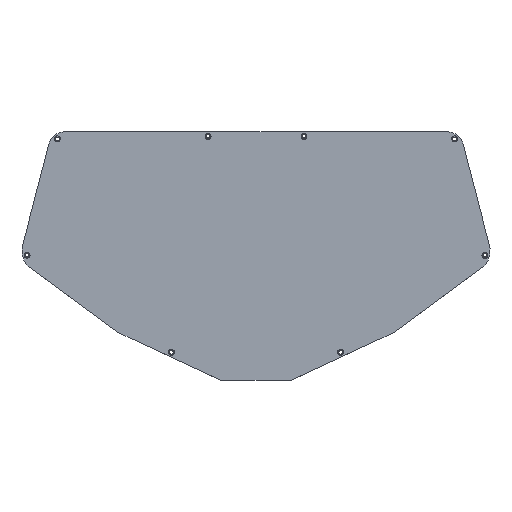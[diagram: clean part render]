
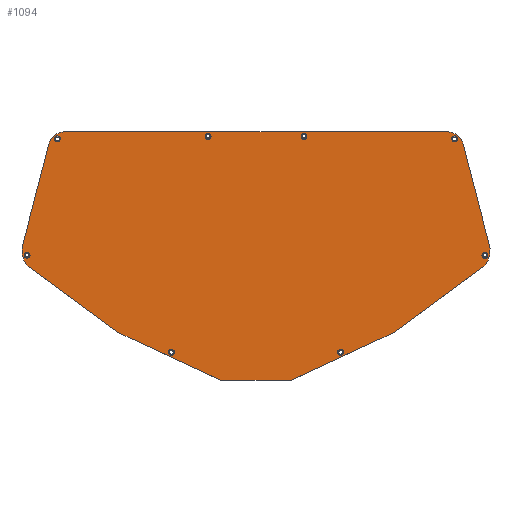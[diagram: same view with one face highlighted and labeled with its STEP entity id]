
A CAD part, top view. The second image highlights one B-rep face of the part: STEP entity #1094.
In plain terms, the highlighted planar face has unit normal (0, 0, 1).
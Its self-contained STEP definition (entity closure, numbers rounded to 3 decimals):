
#44=FACE_BOUND('',#224,.T.);
#45=FACE_BOUND('',#225,.T.);
#46=FACE_BOUND('',#226,.T.);
#47=FACE_BOUND('',#227,.T.);
#48=FACE_BOUND('',#228,.T.);
#49=FACE_BOUND('',#229,.T.);
#50=FACE_BOUND('',#230,.T.);
#51=FACE_BOUND('',#231,.T.);
#72=PLANE('',#1236);
#131=FACE_OUTER_BOUND('',#223,.T.);
#223=EDGE_LOOP('',(#908,#909,#910,#911,#912,#913,#914,#915,#916,#917,#918,
#919));
#224=EDGE_LOOP('',(#920));
#225=EDGE_LOOP('',(#921));
#226=EDGE_LOOP('',(#922));
#227=EDGE_LOOP('',(#923));
#228=EDGE_LOOP('',(#924));
#229=EDGE_LOOP('',(#925));
#230=EDGE_LOOP('',(#926));
#231=EDGE_LOOP('',(#927));
#283=LINE('',#1725,#365);
#309=LINE('',#1867,#391);
#310=LINE('',#1871,#392);
#311=LINE('',#1873,#393);
#312=LINE('',#1875,#394);
#313=LINE('',#1877,#395);
#314=LINE('',#1879,#396);
#315=LINE('',#1883,#397);
#365=VECTOR('',#1367,10.);
#391=VECTOR('',#1535,10.);
#392=VECTOR('',#1538,10.);
#393=VECTOR('',#1539,10.);
#394=VECTOR('',#1540,10.);
#395=VECTOR('',#1541,10.);
#396=VECTOR('',#1542,10.);
#397=VECTOR('',#1545,10.);
#462=CIRCLE('',#1205,1.65);
#464=CIRCLE('',#1209,1.65);
#466=CIRCLE('',#1213,1.65);
#468=CIRCLE('',#1217,1.65);
#470=CIRCLE('',#1221,1.65);
#472=CIRCLE('',#1225,1.65);
#474=CIRCLE('',#1229,1.65);
#476=CIRCLE('',#1233,1.65);
#478=CIRCLE('',#1237,9.07);
#479=CIRCLE('',#1238,12.769);
#480=CIRCLE('',#1239,12.769);
#481=CIRCLE('',#1240,9.07);
#525=VERTEX_POINT('',#1722);
#526=VERTEX_POINT('',#1724);
#554=VERTEX_POINT('',#1808);
#556=VERTEX_POINT('',#1815);
#558=VERTEX_POINT('',#1822);
#560=VERTEX_POINT('',#1829);
#562=VERTEX_POINT('',#1836);
#564=VERTEX_POINT('',#1843);
#566=VERTEX_POINT('',#1850);
#568=VERTEX_POINT('',#1857);
#570=VERTEX_POINT('',#1864);
#571=VERTEX_POINT('',#1866);
#572=VERTEX_POINT('',#1868);
#573=VERTEX_POINT('',#1870);
#574=VERTEX_POINT('',#1872);
#575=VERTEX_POINT('',#1874);
#576=VERTEX_POINT('',#1876);
#577=VERTEX_POINT('',#1878);
#578=VERTEX_POINT('',#1880);
#579=VERTEX_POINT('',#1882);
#633=EDGE_CURVE('',#525,#526,#283,.T.);
#671=EDGE_CURVE('',#554,#554,#462,.T.);
#674=EDGE_CURVE('',#556,#556,#464,.T.);
#677=EDGE_CURVE('',#558,#558,#466,.T.);
#680=EDGE_CURVE('',#560,#560,#468,.T.);
#683=EDGE_CURVE('',#562,#562,#470,.T.);
#686=EDGE_CURVE('',#564,#564,#472,.T.);
#689=EDGE_CURVE('',#566,#566,#474,.T.);
#692=EDGE_CURVE('',#568,#568,#476,.T.);
#695=EDGE_CURVE('',#570,#525,#478,.T.);
#696=EDGE_CURVE('',#571,#570,#309,.T.);
#697=EDGE_CURVE('',#572,#571,#479,.T.);
#698=EDGE_CURVE('',#573,#572,#310,.T.);
#699=EDGE_CURVE('',#574,#573,#311,.T.);
#700=EDGE_CURVE('',#575,#574,#312,.T.);
#701=EDGE_CURVE('',#576,#575,#313,.T.);
#702=EDGE_CURVE('',#577,#576,#314,.T.);
#703=EDGE_CURVE('',#578,#577,#480,.T.);
#704=EDGE_CURVE('',#579,#578,#315,.T.);
#705=EDGE_CURVE('',#526,#579,#481,.T.);
#908=ORIENTED_EDGE('',*,*,#633,.F.);
#909=ORIENTED_EDGE('',*,*,#695,.F.);
#910=ORIENTED_EDGE('',*,*,#696,.F.);
#911=ORIENTED_EDGE('',*,*,#697,.F.);
#912=ORIENTED_EDGE('',*,*,#698,.F.);
#913=ORIENTED_EDGE('',*,*,#699,.F.);
#914=ORIENTED_EDGE('',*,*,#700,.F.);
#915=ORIENTED_EDGE('',*,*,#701,.F.);
#916=ORIENTED_EDGE('',*,*,#702,.F.);
#917=ORIENTED_EDGE('',*,*,#703,.F.);
#918=ORIENTED_EDGE('',*,*,#704,.F.);
#919=ORIENTED_EDGE('',*,*,#705,.F.);
#920=ORIENTED_EDGE('',*,*,#671,.T.);
#921=ORIENTED_EDGE('',*,*,#674,.T.);
#922=ORIENTED_EDGE('',*,*,#677,.T.);
#923=ORIENTED_EDGE('',*,*,#680,.T.);
#924=ORIENTED_EDGE('',*,*,#683,.T.);
#925=ORIENTED_EDGE('',*,*,#686,.T.);
#926=ORIENTED_EDGE('',*,*,#689,.T.);
#927=ORIENTED_EDGE('',*,*,#692,.T.);
#1094=ADVANCED_FACE('',(#131,#44,#45,#46,#47,#48,#49,#50,#51),#72,.T.);
#1205=AXIS2_PLACEMENT_3D('',#1809,#1461,#1462);
#1209=AXIS2_PLACEMENT_3D('',#1816,#1470,#1471);
#1213=AXIS2_PLACEMENT_3D('',#1823,#1479,#1480);
#1217=AXIS2_PLACEMENT_3D('',#1830,#1488,#1489);
#1221=AXIS2_PLACEMENT_3D('',#1837,#1497,#1498);
#1225=AXIS2_PLACEMENT_3D('',#1844,#1506,#1507);
#1229=AXIS2_PLACEMENT_3D('',#1851,#1515,#1516);
#1233=AXIS2_PLACEMENT_3D('',#1858,#1524,#1525);
#1236=AXIS2_PLACEMENT_3D('',#1863,#1531,#1532);
#1237=AXIS2_PLACEMENT_3D('',#1865,#1533,#1534);
#1238=AXIS2_PLACEMENT_3D('',#1869,#1536,#1537);
#1239=AXIS2_PLACEMENT_3D('',#1881,#1543,#1544);
#1240=AXIS2_PLACEMENT_3D('',#1884,#1546,#1547);
#1367=DIRECTION('',(1.,0.,0.));
#1461=DIRECTION('center_axis',(0.,0.,-1.));
#1462=DIRECTION('ref_axis',(1.,0.,0.));
#1470=DIRECTION('center_axis',(0.,0.,-1.));
#1471=DIRECTION('ref_axis',(1.,0.,0.));
#1479=DIRECTION('center_axis',(0.,0.,-1.));
#1480=DIRECTION('ref_axis',(1.,0.,0.));
#1488=DIRECTION('center_axis',(0.,0.,-1.));
#1489=DIRECTION('ref_axis',(1.,0.,0.));
#1497=DIRECTION('center_axis',(0.,0.,-1.));
#1498=DIRECTION('ref_axis',(1.,0.,0.));
#1506=DIRECTION('center_axis',(0.,0.,-1.));
#1507=DIRECTION('ref_axis',(1.,0.,0.));
#1515=DIRECTION('center_axis',(0.,0.,-1.));
#1516=DIRECTION('ref_axis',(1.,0.,0.));
#1524=DIRECTION('center_axis',(0.,0.,-1.));
#1525=DIRECTION('ref_axis',(1.,0.,0.));
#1531=DIRECTION('center_axis',(0.,0.,1.));
#1532=DIRECTION('ref_axis',(1.,0.,0.));
#1533=DIRECTION('center_axis',(0.,0.,-1.));
#1534=DIRECTION('ref_axis',(1.,0.,0.));
#1535=DIRECTION('',(0.252,0.968,0.));
#1536=DIRECTION('center_axis',(0.,0.,-1.));
#1537=DIRECTION('ref_axis',(1.,0.,0.));
#1538=DIRECTION('',(-0.807,0.591,0.));
#1539=DIRECTION('',(-0.907,0.422,0.));
#1540=DIRECTION('',(-1.,0.,0.));
#1541=DIRECTION('',(-0.907,-0.422,0.));
#1542=DIRECTION('',(-0.807,-0.59,0.));
#1543=DIRECTION('center_axis',(0.,0.,-1.));
#1544=DIRECTION('ref_axis',(1.,0.,0.));
#1545=DIRECTION('',(0.252,-0.968,0.));
#1546=DIRECTION('center_axis',(0.,0.,-1.));
#1547=DIRECTION('ref_axis',(1.,0.,0.));
#1722=CARTESIAN_POINT('',(45.05,-20.41,0.));
#1724=CARTESIAN_POINT('',(255.932,-20.4,0.));
#1725=CARTESIAN_POINT('',(203.212,-20.402,0.));
#1808=CARTESIAN_POINT('',(195.48,-142.031,0.));
#1809=CARTESIAN_POINT('Origin',(197.13,-142.031,0.));
#1815=CARTESIAN_POINT('',(122.38,-22.906,0.));
#1816=CARTESIAN_POINT('Origin',(124.03,-22.906,0.));
#1822=CARTESIAN_POINT('',(175.312,-22.904,0.));
#1823=CARTESIAN_POINT('Origin',(176.962,-22.904,0.));
#1829=CARTESIAN_POINT('',(102.21,-142.031,0.));
#1830=CARTESIAN_POINT('Origin',(103.86,-142.031,0.));
#1836=CARTESIAN_POINT('',(275.123,-88.464,0.));
#1837=CARTESIAN_POINT('Origin',(276.773,-88.464,0.));
#1843=CARTESIAN_POINT('',(39.298,-24.348,0.));
#1844=CARTESIAN_POINT('Origin',(40.948,-24.348,0.));
#1850=CARTESIAN_POINT('',(258.383,-24.338,0.));
#1851=CARTESIAN_POINT('Origin',(260.033,-24.338,0.));
#1857=CARTESIAN_POINT('',(22.563,-88.458,0.));
#1858=CARTESIAN_POINT('Origin',(24.213,-88.458,0.));
#1863=CARTESIAN_POINT('Origin',(150.495,-77.933,0.));
#1864=CARTESIAN_POINT('',(36.212,-27.443,0.));
#1865=CARTESIAN_POINT('Origin',(45.05,-29.48,0.));
#1866=CARTESIAN_POINT('',(21.782,-82.937,0.));
#1867=CARTESIAN_POINT('',(33.692,-37.132,0.));
#1868=CARTESIAN_POINT('',(24.805,-94.658,0.));
#1869=CARTESIAN_POINT('Origin',(34.18,-85.99,0.));
#1870=CARTESIAN_POINT('',(74.915,-131.326,0.));
#1871=CARTESIAN_POINT('',(61.969,-121.853,0.));
#1872=CARTESIAN_POINT('',(130.974,-157.4,0.));
#1873=CARTESIAN_POINT('',(95.998,-141.132,0.));
#1874=CARTESIAN_POINT('',(170.016,-157.4,0.));
#1875=CARTESIAN_POINT('',(141.287,-157.4,0.));
#1876=CARTESIAN_POINT('',(226.075,-131.326,0.));
#1877=CARTESIAN_POINT('',(177.686,-153.832,0.));
#1878=CARTESIAN_POINT('',(276.182,-94.664,0.));
#1879=CARTESIAN_POINT('',(214.383,-139.881,0.));
#1880=CARTESIAN_POINT('',(279.205,-82.942,0.));
#1881=CARTESIAN_POINT('Origin',(266.806,-85.995,0.));
#1882=CARTESIAN_POINT('',(264.77,-27.433,0.));
#1883=CARTESIAN_POINT('',(274.514,-64.904,0.));
#1884=CARTESIAN_POINT('Origin',(255.932,-29.47,0.));
